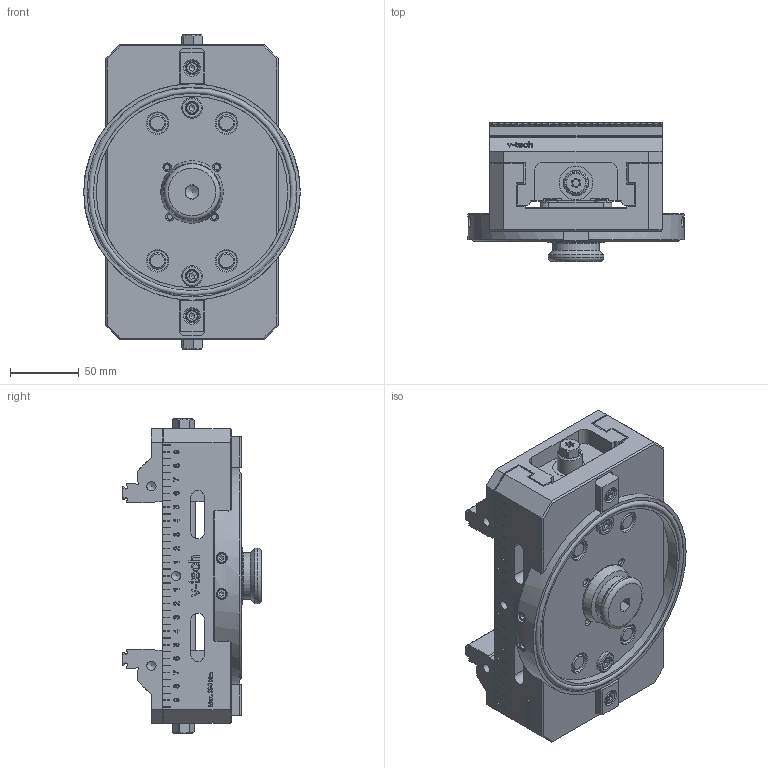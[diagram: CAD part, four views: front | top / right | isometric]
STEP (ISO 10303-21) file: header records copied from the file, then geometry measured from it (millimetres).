
FILE_DESCRIPTION(/* description */ (''),/* implementation_level */ '2;1');
FILE_NAME(/* name */ 'VIS-E 125-214-roughJaw.stp',/* time_stamp */ '2024-10-19T17:55:26+02:00',/* author */ ('Admin'),/* organization */ (''),/* preprocessor_version */ 'ST-DEVELOPER v20',/* originating_system */ 'Autodesk Inventor 2025',/* authorisation */ '');
FILE_SCHEMA (('CONFIG_CONTROL_DESIGN'));
Products named in the file (4): Sestava1; telo125; 24002-1119.1; 24002-1119.2
Assembly tree (3 placements, depth 2):
  Sestava1
    telo125
    24002-1119.1
    24002-1119.2
Bounding box: 157 x 100.8 x 228 mm (x, y, z)
Volume: 1257234 mm3; surface area: 270103.8 mm2
Topology: 43 solids, 43 shells, 4126 faces, 11176 edges, 7348 vertices
Faces by surface type: plane 2602, bspline 788, cylinder 392, cone 252, torus 92
Full cylindrical faces by diameter (mm): 1.567 x8, 1.755 x8, 2 x8, 2.4 x8, 3.242 x4, 3.8 x8, 4 x4, 4.134 x8, 4.5 x4, 4.917 x2, 5 x8, 5.3 x2, 5.5 x6, 6 x2, 6.4 x2, 6.647 x6, 7 x4, 8 x5, 8.5 x8, 9 x4, 10 x10, 10.376 x4, 10.5 x2, 12 x4, 15 x8, 16 x3, 16.376 x3, 17 x6, 18 x10, 18.4 x2
Entity records: 139269 total; most frequent: CARTESIAN_POINT 35746, ORIENTED_EDGE 22244, DIRECTION 17816, EDGE_CURVE 11122, VERTEX_POINT 7348, LINE 6884, VECTOR 6884, AXIS2_PLACEMENT_3D 5466
